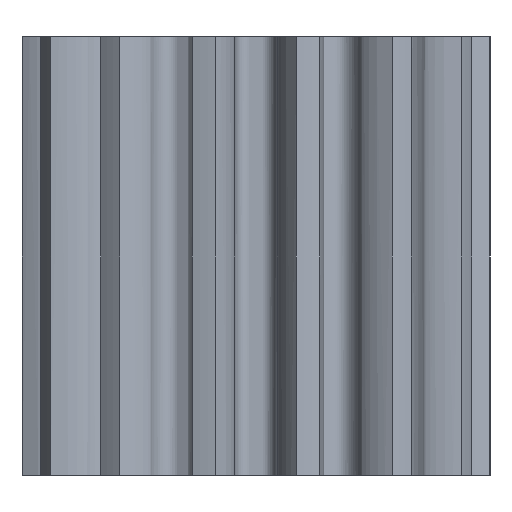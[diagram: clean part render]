
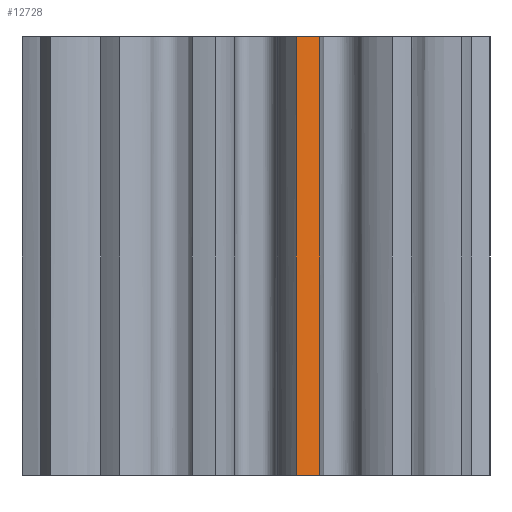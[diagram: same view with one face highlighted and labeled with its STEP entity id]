
A CAD part, left-side view. The second image highlights one B-rep face of the part: STEP entity #12728.
In plain terms, the highlighted cylindrical face has radius 10.16 mm (diameter 20.32 mm), a partial arc.
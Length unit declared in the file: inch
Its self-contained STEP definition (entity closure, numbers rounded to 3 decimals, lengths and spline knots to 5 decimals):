
#386 = CYLINDRICAL_SURFACE ( 'NONE', #3886, 0.4 ) ;
#1185 = ORIENTED_EDGE ( 'NONE', *, *, #11631, .T. ) ;
#1559 = LINE ( 'NONE', #1705, #10311 ) ;
#1705 = CARTESIAN_POINT ( 'NONE',  ( -0.38496, -0.10866, 0. ) ) ;
#1718 = VERTEX_POINT ( 'NONE', #7931 ) ;
#1767 = DIRECTION ( 'NONE',  ( 1., 0., 0. ) ) ;
#2306 = CARTESIAN_POINT ( 'NONE',  ( -0.39398, -0.06913, 0. ) ) ;
#3127 = EDGE_CURVE ( 'NONE', #13794, #13898, #9489, .T. ) ;
#3459 = CARTESIAN_POINT ( 'NONE',  ( -0.38496, -0.10866, -0.375 ) ) ;
#3886 = AXIS2_PLACEMENT_3D ( 'NONE', #8312, #9353, #7118 ) ;
#4509 = VERTEX_POINT ( 'NONE', #10181 ) ;
#4793 = DIRECTION ( 'NONE',  ( 0., 0., -1. ) ) ;
#5242 = ORIENTED_EDGE ( 'NONE', *, *, #3127, .T. ) ;
#6593 = LINE ( 'NONE', #2306, #9482 ) ;
#7118 = DIRECTION ( 'NONE',  ( 1., 0., 0. ) ) ;
#7389 = CARTESIAN_POINT ( 'NONE',  ( 0., 0., -0.375 ) ) ;
#7895 = AXIS2_PLACEMENT_3D ( 'NONE', #7984, #4793, #7909 ) ;
#7909 = DIRECTION ( 'NONE',  ( 1., 0., 0. ) ) ;
#7931 = CARTESIAN_POINT ( 'NONE',  ( -0.39398, -0.06913, 0.375 ) ) ;
#7984 = CARTESIAN_POINT ( 'NONE',  ( 0., 0., 0.375 ) ) ;
#8307 = ORIENTED_EDGE ( 'NONE', *, *, #8456, .T. ) ;
#8312 = CARTESIAN_POINT ( 'NONE',  ( 0., 0., 0. ) ) ;
#8456 = EDGE_CURVE ( 'NONE', #13898, #4509, #1559, .T. ) ;
#9102 = EDGE_CURVE ( 'NONE', #4509, #1718, #11216, .T. ) ;
#9324 = EDGE_LOOP ( 'NONE', ( #5242, #8307, #9543, #1185 ) ) ;
#9353 = DIRECTION ( 'NONE',  ( 0., 0., 1. ) ) ;
#9482 = VECTOR ( 'NONE', #13509, 39.37008 ) ;
#9489 = CIRCLE ( 'NONE', #13510, 0.4 ) ;
#9543 = ORIENTED_EDGE ( 'NONE', *, *, #9102, .T. ) ;
#10181 = CARTESIAN_POINT ( 'NONE',  ( -0.38496, -0.10866, 0.375 ) ) ;
#10255 = CARTESIAN_POINT ( 'NONE',  ( -0.39398, -0.06913, -0.375 ) ) ;
#10311 = VECTOR ( 'NONE', #13052, 39.37008 ) ;
#10398 = FACE_OUTER_BOUND ( 'NONE', #9324, .T. ) ;
#11216 = CIRCLE ( 'NONE', #7895, 0.4 ) ;
#11631 = EDGE_CURVE ( 'NONE', #1718, #13794, #6593, .T. ) ;
#11849 = DIRECTION ( 'NONE',  ( 0., 0., 1. ) ) ;
#12728 = ADVANCED_FACE ( 'NONE', ( #10398 ), #386, .T. ) ;
#13052 = DIRECTION ( 'NONE',  ( 0., 0., 1. ) ) ;
#13509 = DIRECTION ( 'NONE',  ( 0., 0., -1. ) ) ;
#13510 = AXIS2_PLACEMENT_3D ( 'NONE', #7389, #11849, #1767 ) ;
#13794 = VERTEX_POINT ( 'NONE', #10255 ) ;
#13898 = VERTEX_POINT ( 'NONE', #3459 ) ;
